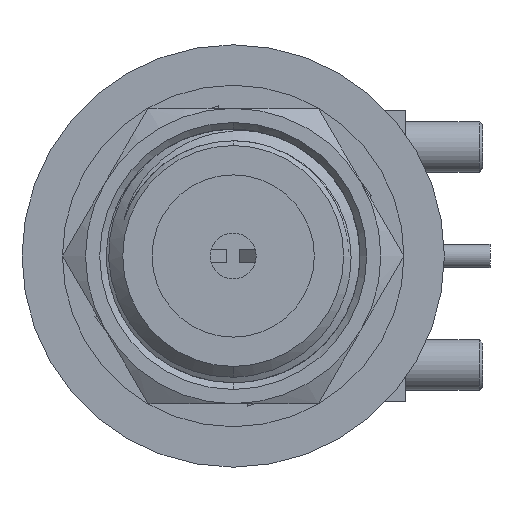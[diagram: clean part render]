
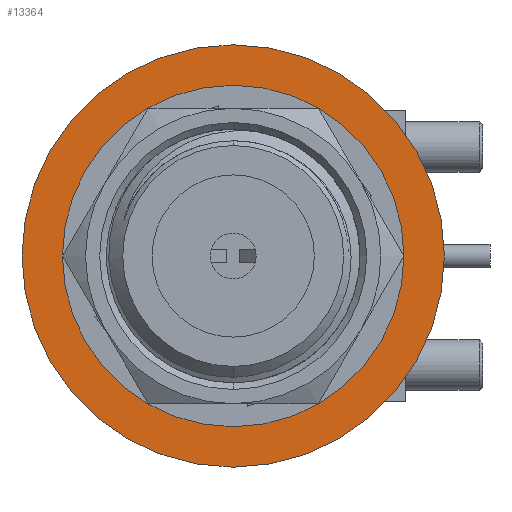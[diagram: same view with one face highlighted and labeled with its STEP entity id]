
A CAD part, left-side view. The second image highlights one B-rep face of the part: STEP entity #13364.
In plain terms, the highlighted planar face has unit normal (-1, 0, 0).
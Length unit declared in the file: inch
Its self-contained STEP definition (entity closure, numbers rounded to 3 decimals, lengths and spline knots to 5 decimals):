
#102 = DIRECTION ( 'NONE',  ( 1., 0., 0. ) ) ;
#260 = AXIS2_PLACEMENT_3D ( 'NONE', #6353, #2919, #679 ) ;
#418 = AXIS2_PLACEMENT_3D ( 'NONE', #12832, #8258, #4733 ) ;
#679 = DIRECTION ( 'NONE',  ( 0., 0., -1. ) ) ;
#1201 = PLANE ( 'NONE',  #5099 ) ;
#1496 = CARTESIAN_POINT ( 'NONE',  ( -0.71881, 0., 0. ) ) ;
#1697 = DIRECTION ( 'NONE',  ( 1., 0., 0. ) ) ;
#2072 = ORIENTED_EDGE ( 'NONE', *, *, #10826, .T. ) ;
#2625 = CARTESIAN_POINT ( 'NONE',  ( -0.71881, 0., 0. ) ) ;
#2919 = DIRECTION ( 'NONE',  ( 1., 0., 0. ) ) ;
#4010 = AXIS2_PLACEMENT_3D ( 'NONE', #2625, #10853, #4854 ) ;
#4239 = ORIENTED_EDGE ( 'NONE', *, *, #13977, .F. ) ;
#4429 = VERTEX_POINT ( 'NONE', #12051 ) ;
#4619 = VERTEX_POINT ( 'NONE', #10015 ) ;
#4733 = DIRECTION ( 'NONE',  ( 0., 0., -1. ) ) ;
#4854 = DIRECTION ( 'NONE',  ( 0., 0., -1. ) ) ;
#4871 = CARTESIAN_POINT ( 'NONE',  ( -0.71881, 0., -0.2 ) ) ;
#4902 = EDGE_LOOP ( 'NONE', ( #7884, #2072 ) ) ;
#5099 = AXIS2_PLACEMENT_3D ( 'NONE', #9319, #102, #5967 ) ;
#5199 = AXIS2_PLACEMENT_3D ( 'NONE', #1496, #1697, #14195 ) ;
#5552 = FACE_BOUND ( 'NONE', #4902, .T. ) ;
#5967 = DIRECTION ( 'NONE',  ( 0., 0., -1. ) ) ;
#6069 = CIRCLE ( 'NONE', #5199, 0.3125 ) ;
#6353 = CARTESIAN_POINT ( 'NONE',  ( -0.71881, 0., 0. ) ) ;
#6548 = CARTESIAN_POINT ( 'NONE',  ( -0.71881, 0., -0.3125 ) ) ;
#6614 = VERTEX_POINT ( 'NONE', #6548 ) ;
#6777 = ORIENTED_EDGE ( 'NONE', *, *, #14178, .F. ) ;
#7884 = ORIENTED_EDGE ( 'NONE', *, *, #9418, .T. ) ;
#8258 = DIRECTION ( 'NONE',  ( 1., 0., 0. ) ) ;
#8516 = EDGE_LOOP ( 'NONE', ( #4239, #6777 ) ) ;
#8861 = CIRCLE ( 'NONE', #4010, 0.2 ) ;
#9319 = CARTESIAN_POINT ( 'NONE',  ( -0.71881, 0., 0. ) ) ;
#9418 = EDGE_CURVE ( 'NONE', #4429, #9419, #13085, .T. ) ;
#9419 = VERTEX_POINT ( 'NONE', #4871 ) ;
#10015 = CARTESIAN_POINT ( 'NONE',  ( -0.71881, 0., 0.3125 ) ) ;
#10826 = EDGE_CURVE ( 'NONE', #9419, #4429, #8861, .T. ) ;
#10853 = DIRECTION ( 'NONE',  ( 1., 0., 0. ) ) ;
#12051 = CARTESIAN_POINT ( 'NONE',  ( -0.71881, 0., 0.2 ) ) ;
#12224 = CIRCLE ( 'NONE', #260, 0.3125 ) ;
#12832 = CARTESIAN_POINT ( 'NONE',  ( -0.71881, 0., 0. ) ) ;
#13085 = CIRCLE ( 'NONE', #418, 0.2 ) ;
#13364 = ADVANCED_FACE ( 'NONE', ( #13522, #5552 ), #1201, .F. ) ;
#13522 = FACE_OUTER_BOUND ( 'NONE', #8516, .T. ) ;
#13977 = EDGE_CURVE ( 'NONE', #4619, #6614, #6069, .T. ) ;
#14178 = EDGE_CURVE ( 'NONE', #6614, #4619, #12224, .T. ) ;
#14195 = DIRECTION ( 'NONE',  ( 0., 0., -1. ) ) ;
